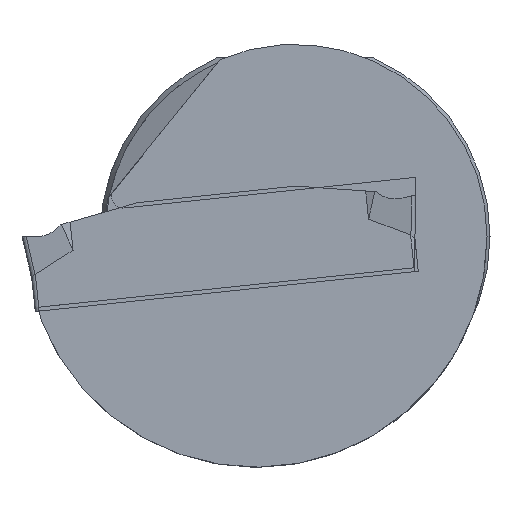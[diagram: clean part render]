
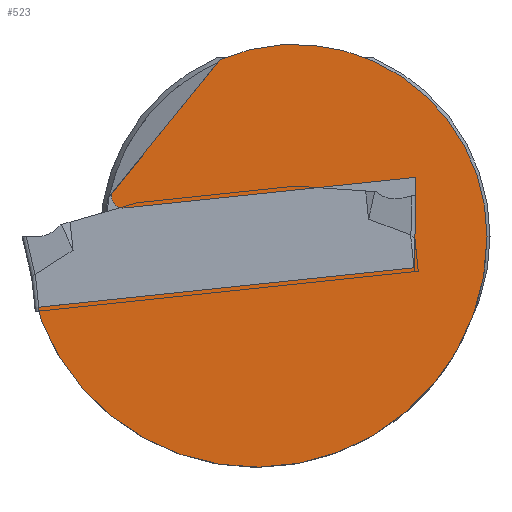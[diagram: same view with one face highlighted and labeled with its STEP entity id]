
A CAD part, left-side view. The second image highlights one B-rep face of the part: STEP entity #523.
In plain terms, the highlighted planar face has unit normal (-1, 0, 0).
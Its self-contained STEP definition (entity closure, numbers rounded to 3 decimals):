
#478=CIRCLE('',#1468,11.837);
#479=CIRCLE('',#1469,9.85);
#480=CIRCLE('',#1470,0.6);
#523=ADVANCED_FACE('',(#611),#566,.T.);
#566=PLANE('',#1471);
#611=FACE_OUTER_BOUND('',#663,.T.);
#663=EDGE_LOOP('',(#897,#898,#899,#900,#901,#902,#903,#904));
#897=ORIENTED_EDGE('',*,*,#1190,.F.);
#898=ORIENTED_EDGE('',*,*,#1189,.T.);
#899=ORIENTED_EDGE('',*,*,#1191,.T.);
#900=ORIENTED_EDGE('',*,*,#1192,.T.);
#901=ORIENTED_EDGE('',*,*,#1181,.T.);
#902=ORIENTED_EDGE('',*,*,#1193,.F.);
#903=ORIENTED_EDGE('',*,*,#1194,.F.);
#904=ORIENTED_EDGE('',*,*,#1195,.F.);
#1057=VERTEX_POINT('',#2059);
#1058=VERTEX_POINT('',#2061);
#1061=VERTEX_POINT('',#2071);
#1062=VERTEX_POINT('',#2073);
#1063=VERTEX_POINT('',#2077);
#1064=VERTEX_POINT('',#2079);
#1065=VERTEX_POINT('',#2082);
#1066=VERTEX_POINT('',#2084);
#1181=EDGE_CURVE('',#1058,#1057,#1291,.T.);
#1189=EDGE_CURVE('',#1061,#1062,#1299,.T.);
#1190=EDGE_CURVE('',#1061,#1063,#1300,.T.);
#1191=EDGE_CURVE('',#1062,#1064,#478,.T.);
#1192=EDGE_CURVE('',#1064,#1058,#479,.T.);
#1193=EDGE_CURVE('',#1065,#1057,#480,.T.);
#1194=EDGE_CURVE('',#1066,#1065,#1301,.T.);
#1195=EDGE_CURVE('',#1063,#1066,#1302,.T.);
#1291=LINE('',#2060,#1381);
#1299=LINE('',#2074,#1389);
#1300=LINE('',#2076,#1390);
#1301=LINE('',#2083,#1391);
#1302=LINE('',#2085,#1392);
#1381=VECTOR('',#1681,1.);
#1389=VECTOR('',#1691,1.);
#1390=VECTOR('',#1694,1.);
#1391=VECTOR('',#1701,1.);
#1392=VECTOR('',#1702,1.);
#1468=AXIS2_PLACEMENT_3D('',#2078,#1695,#1696);
#1469=AXIS2_PLACEMENT_3D('',#2080,#1697,#1698);
#1470=AXIS2_PLACEMENT_3D('',#2081,#1699,#1700);
#1471=AXIS2_PLACEMENT_3D('',#2086,#1703,#1704);
#1681=DIRECTION('',(0.,0.629,-0.777));
#1691=DIRECTION('',(0.,-0.225,-0.974));
#1694=DIRECTION('',(0.,-0.995,0.105));
#1695=DIRECTION('',(-1.,0.,0.));
#1696=DIRECTION('',(0.,0.,1.));
#1697=DIRECTION('',(-1.,0.,0.));
#1698=DIRECTION('',(0.,0.,1.));
#1699=DIRECTION('',(1.,0.,0.));
#1700=DIRECTION('',(0.,0.,1.));
#1701=DIRECTION('',(0.,0.995,-0.105));
#1702=DIRECTION('',(0.,-0.017,1.));
#1703=DIRECTION('',(-1.,0.,0.));
#1704=DIRECTION('',(0.,0.,1.));
#2059=CARTESIAN_POINT('',(0.2,9.387,2.214));
#2060=CARTESIAN_POINT('',(0.2,6.752,5.468));
#2061=CARTESIAN_POINT('',(0.2,3.831,9.074));
#2071=CARTESIAN_POINT('',(0.2,13.165,-3.633));
#2073=CARTESIAN_POINT('',(0.2,13.007,-4.32));
#2074=CARTESIAN_POINT('',(0.2,13.295,-3.069));
#2076=CARTESIAN_POINT('',(0.2,-0.234,-2.224));
#2077=CARTESIAN_POINT('',(0.2,-6.124,-1.605));
#2078=CARTESIAN_POINT('',(0.2,1.987,0.));
#2079=CARTESIAN_POINT('',(0.2,-9.85,0.));
#2080=CARTESIAN_POINT('',(0.2,0.,0.));
#2081=CARTESIAN_POINT('',(0.2,8.808,2.054));
#2082=CARTESIAN_POINT('',(0.2,8.746,1.457));
#2083=CARTESIAN_POINT('',(0.2,0.247,2.35));
#2084=CARTESIAN_POINT('',(0.2,-6.205,3.029));
#2085=CARTESIAN_POINT('',(0.2,-6.15,-0.107));
#2086=CARTESIAN_POINT('',(0.2,0.,0.));
